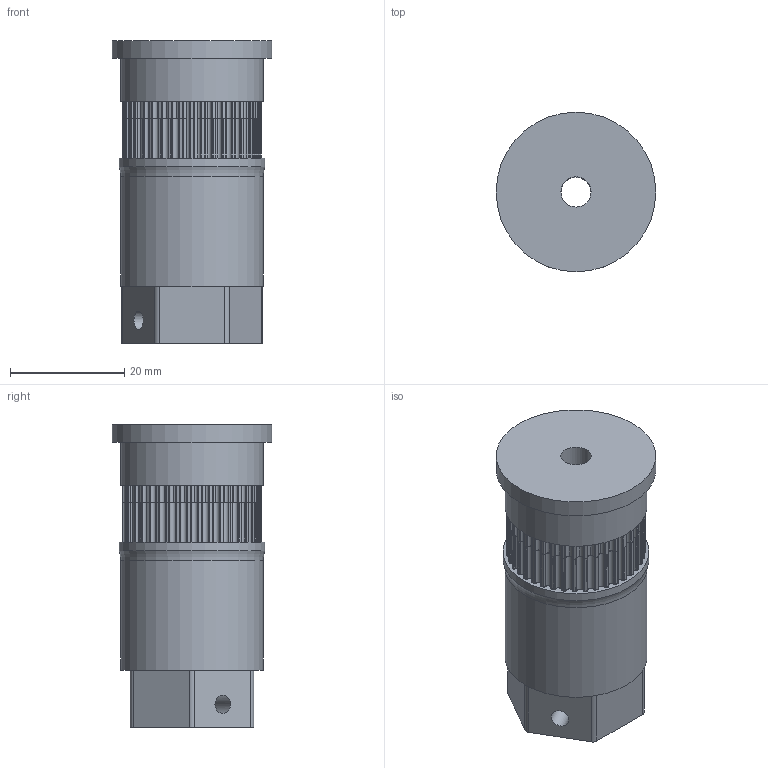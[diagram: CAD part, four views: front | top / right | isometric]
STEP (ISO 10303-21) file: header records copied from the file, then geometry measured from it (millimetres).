
FILE_DESCRIPTION(/* description */ (''),/* implementation_level */ '2;1');
FILE_NAME(/* name */ 'Parametric GT2 pulley v3 v4.stp',/* time_stamp */ '2025-06-13T08:04:33+02:00',/* author */ ('R5800u'),/* organization */ (''),/* preprocessor_version */ 'ST-DEVELOPER v20',/* originating_system */ 'Autodesk Inventor 2025',/* authorisation */ '');
FILE_SCHEMA (('AUTOMOTIVE_DESIGN { 1 0 10303 214 3 1 1 }'));
Length unit declared in the file: millimetre
Products named in the file (1): Parametric GT2 pulley v3 v4
Bounding box: 28 x 28 x 53 mm (x, y, z)
Volume: 23827.6 mm3; surface area: 8417.6 mm2
Topology: 136 solids, 136 shells, 798 faces, 1572 edges, 1054 vertices
Faces by surface type: cylinder 515, plane 282, torus 1
Full cylindrical faces by diameter (mm): 0.3 x78, 3.2 x2, 5.3 x1, 25 x2, 25.6 x1, 28 x1
Entity records: 21071 total; most frequent: DIRECTION 4194, CARTESIAN_POINT 3499, ORIENTED_EDGE 3144, AXIS2_PLACEMENT_3D 1829, EDGE_CURVE 1572, VERTEX_POINT 1049, CIRCLE 1030, EDGE_LOOP 807
